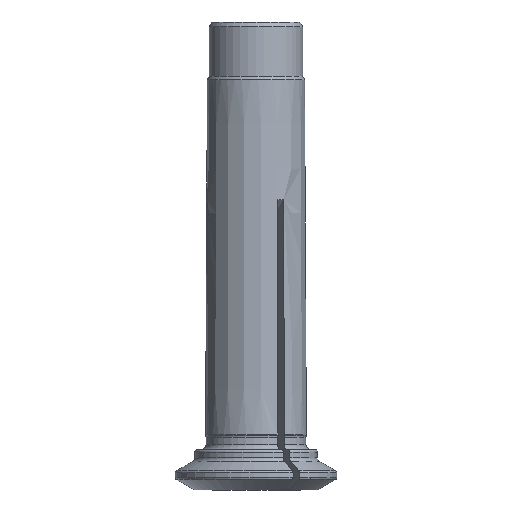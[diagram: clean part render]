
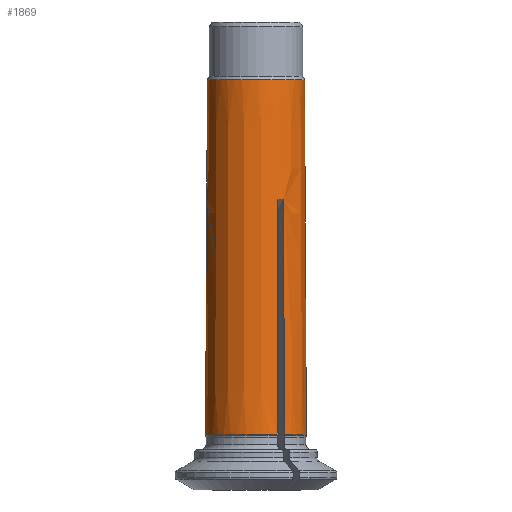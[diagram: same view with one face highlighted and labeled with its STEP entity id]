
A CAD part, front view. The second image highlights one B-rep face of the part: STEP entity #1869.
In plain terms, the highlighted conical face has half-angle 0.286 degrees and reference radius 3.002 mm.
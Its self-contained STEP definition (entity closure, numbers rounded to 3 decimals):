
#94=CONICAL_SURFACE('',#2022,3.002,0.005);
#123=ELLIPSE('',#2024,4.345,3.072);
#124=ELLIPSE('',#2025,4.345,3.072);
#125=ELLIPSE('',#2026,4.345,3.072);
#149=CIRCLE('',#1937,3.13);
#167=CIRCLE('',#1968,3.13);
#186=CIRCLE('',#2000,3.13);
#199=CIRCLE('',#2023,3.02);
#411=ORIENTED_EDGE('',*,*,#794,.F.);
#412=ORIENTED_EDGE('',*,*,#795,.F.);
#413=ORIENTED_EDGE('',*,*,#724,.F.);
#414=ORIENTED_EDGE('',*,*,#796,.T.);
#415=ORIENTED_EDGE('',*,*,#797,.F.);
#416=ORIENTED_EDGE('',*,*,#798,.F.);
#417=ORIENTED_EDGE('',*,*,#764,.F.);
#418=ORIENTED_EDGE('',*,*,#799,.T.);
#419=ORIENTED_EDGE('',*,*,#800,.F.);
#420=ORIENTED_EDGE('',*,*,#801,.F.);
#421=ORIENTED_EDGE('',*,*,#685,.F.);
#422=ORIENTED_EDGE('',*,*,#802,.T.);
#423=ORIENTED_EDGE('',*,*,#803,.F.);
#685=EDGE_CURVE('',#890,#892,#149,.T.);
#724=EDGE_CURVE('',#918,#919,#167,.T.);
#764=EDGE_CURVE('',#946,#947,#186,.T.);
#794=EDGE_CURVE('',#966,#966,#199,.T.);
#795=EDGE_CURVE('',#919,#967,#1039,.T.);
#796=EDGE_CURVE('',#918,#968,#1040,.T.);
#797=EDGE_CURVE('',#969,#968,#123,.T.);
#798=EDGE_CURVE('',#947,#969,#1041,.T.);
#799=EDGE_CURVE('',#946,#970,#1042,.T.);
#800=EDGE_CURVE('',#971,#970,#124,.T.);
#801=EDGE_CURVE('',#892,#971,#1043,.T.);
#802=EDGE_CURVE('',#890,#972,#1044,.T.);
#803=EDGE_CURVE('',#967,#972,#125,.T.);
#890=VERTEX_POINT('',#2587);
#892=VERTEX_POINT('',#2590);
#918=VERTEX_POINT('',#2706);
#919=VERTEX_POINT('',#2707);
#946=VERTEX_POINT('',#2822);
#947=VERTEX_POINT('',#2823);
#966=VERTEX_POINT('',#2911);
#967=VERTEX_POINT('',#2913);
#968=VERTEX_POINT('',#2915);
#969=VERTEX_POINT('',#2917);
#970=VERTEX_POINT('',#2920);
#971=VERTEX_POINT('',#2922);
#972=VERTEX_POINT('',#2925);
#1039=LINE('',#2912,#1105);
#1040=LINE('',#2914,#1106);
#1041=LINE('',#2918,#1107);
#1042=LINE('',#2919,#1108);
#1043=LINE('',#2923,#1109);
#1044=LINE('',#2924,#1110);
#1105=VECTOR('',#2364,1000.);
#1106=VECTOR('',#2365,1000.);
#1107=VECTOR('',#2368,1000.);
#1108=VECTOR('',#2369,1000.);
#1109=VECTOR('',#2372,1000.);
#1110=VECTOR('',#2373,1000.);
#1173=EDGE_LOOP('',(#411));
#1174=EDGE_LOOP('',(#412,#413,#414,#415,#416,#417,#418,#419,#420,#421,#422,
#423));
#1252=FACE_BOUND('',#1173,.T.);
#1253=FACE_BOUND('',#1174,.T.);
#1869=ADVANCED_FACE('',(#1252,#1253),#94,.T.);
#1937=AXIS2_PLACEMENT_3D('',#2589,#2163,#2164);
#1968=AXIS2_PLACEMENT_3D('',#2705,#2234,#2235);
#2000=AXIS2_PLACEMENT_3D('',#2821,#2308,#2309);
#2022=AXIS2_PLACEMENT_3D('',#2909,#2360,#2361);
#2023=AXIS2_PLACEMENT_3D('',#2910,#2362,#2363);
#2024=AXIS2_PLACEMENT_3D('',#2916,#2366,#2367);
#2025=AXIS2_PLACEMENT_3D('',#2921,#2370,#2371);
#2026=AXIS2_PLACEMENT_3D('',#2926,#2374,#2375);
#2163=DIRECTION('',(0.,0.,-1.));
#2164=DIRECTION('',(-1.,0.,0.));
#2234=DIRECTION('',(0.,0.,-1.));
#2235=DIRECTION('',(-1.,0.,0.));
#2308=DIRECTION('',(0.,0.,-1.));
#2309=DIRECTION('',(-1.,0.,0.));
#2360=DIRECTION('',(0.,0.,-1.));
#2361=DIRECTION('',(-1.,0.,0.));
#2362=DIRECTION('',(0.,0.,1.));
#2363=DIRECTION('',(1.,0.,0.));
#2364=DIRECTION('',(-0.003,-0.004,1.));
#2365=DIRECTION('',(0.005,0.,1.));
#2366=DIRECTION('',(-0.707,0.,-0.707));
#2367=DIRECTION('',(0.707,0.,-0.707));
#2368=DIRECTION('',(0.005,0.,1.));
#2369=DIRECTION('',(-0.003,0.004,1.));
#2370=DIRECTION('',(0.354,-0.612,-0.707));
#2371=DIRECTION('',(-0.354,0.612,-0.707));
#2372=DIRECTION('',(-0.003,0.004,1.));
#2373=DIRECTION('',(-0.003,-0.004,1.));
#2374=DIRECTION('',(0.354,0.612,-0.707));
#2375=DIRECTION('',(-0.354,-0.612,-0.707));
#2587=CARTESIAN_POINT('',(1.756,2.591,3.425));
#2589=CARTESIAN_POINT('',(0.,0.,3.425));
#2590=CARTESIAN_POINT('',(1.756,-2.591,3.425));
#2705=CARTESIAN_POINT('',(0.,0.,3.425));
#2706=CARTESIAN_POINT('',(-3.122,0.225,3.425));
#2707=CARTESIAN_POINT('',(1.366,2.816,3.425));
#2821=CARTESIAN_POINT('',(0.,0.,3.425));
#2822=CARTESIAN_POINT('',(1.366,-2.816,3.425));
#2823=CARTESIAN_POINT('',(-3.122,-0.225,3.425));
#2909=CARTESIAN_POINT('',(0.,0.,29.));
#2910=CARTESIAN_POINT('',(0.,0.,25.416));
#2911=CARTESIAN_POINT('',(3.02,0.,25.416));
#2912=CARTESIAN_POINT('',(1.348,2.784,10.708));
#2913=CARTESIAN_POINT('',(1.33,2.753,17.992));
#2914=CARTESIAN_POINT('',(-3.085,0.225,10.708));
#2915=CARTESIAN_POINT('',(-3.049,0.225,17.992));
#2916=CARTESIAN_POINT('',(0.015,0.,14.928));
#2917=CARTESIAN_POINT('',(-3.049,-0.225,17.992));
#2918=CARTESIAN_POINT('',(-3.085,-0.225,10.708));
#2919=CARTESIAN_POINT('',(1.348,-2.784,10.708));
#2920=CARTESIAN_POINT('',(1.33,-2.753,17.992));
#2921=CARTESIAN_POINT('',(-0.008,0.013,14.928));
#2922=CARTESIAN_POINT('',(1.719,-2.528,17.992));
#2923=CARTESIAN_POINT('',(1.737,-2.559,10.708));
#2924=CARTESIAN_POINT('',(1.737,2.559,10.708));
#2925=CARTESIAN_POINT('',(1.719,2.528,17.992));
#2926=CARTESIAN_POINT('',(-0.008,-0.013,14.928));
